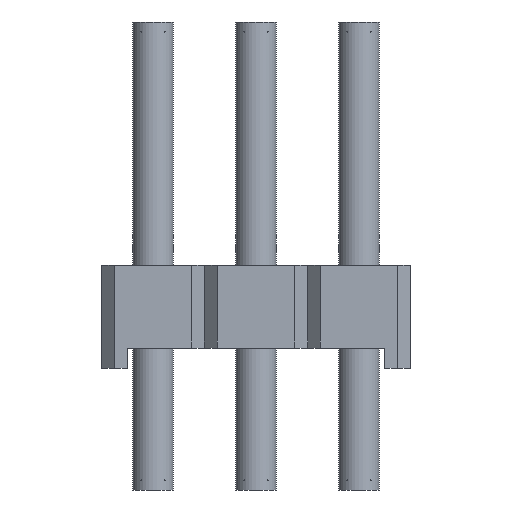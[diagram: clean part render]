
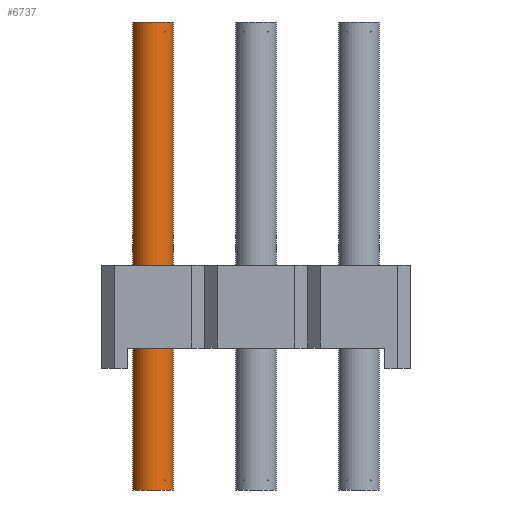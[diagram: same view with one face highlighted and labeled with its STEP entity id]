
A CAD part, left-side view. The second image highlights one B-rep face of the part: STEP entity #6737.
In plain terms, the highlighted cylindrical face has radius 0.5 mm (diameter 1 mm), a full revolution.
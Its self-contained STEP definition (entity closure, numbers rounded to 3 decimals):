
#143=CIRCLE('',#7128,0.5);
#144=CIRCLE('',#7129,0.5);
#396=CYLINDRICAL_SURFACE('',#7127,0.5);
#629=ORIENTED_EDGE('',*,*,#2587,.F.);
#630=ORIENTED_EDGE('',*,*,#2588,.T.);
#2587=EDGE_CURVE('',#3575,#3575,#143,.T.);
#2588=EDGE_CURVE('',#3576,#3576,#144,.T.);
#3575=VERTEX_POINT('',#9826);
#3576=VERTEX_POINT('',#9828);
#5723=EDGE_LOOP('',(#629));
#5724=EDGE_LOOP('',(#630));
#6123=FACE_BOUND('',#5723,.T.);
#6124=FACE_BOUND('',#5724,.T.);
#6737=ADVANCED_FACE('',(#6123,#6124),#396,.F.);
#7127=AXIS2_PLACEMENT_3D('',#9824,#7823,#7824);
#7128=AXIS2_PLACEMENT_3D('',#9825,#7825,#7826);
#7129=AXIS2_PLACEMENT_3D('',#9827,#7827,#7828);
#7823=DIRECTION('',(0.,0.,1.));
#7824=DIRECTION('',(1.,0.,0.));
#7825=DIRECTION('',(0.,0.,-1.));
#7826=DIRECTION('',(1.,0.,0.));
#7827=DIRECTION('',(0.,0.,-1.));
#7828=DIRECTION('',(1.,0.,0.));
#9824=CARTESIAN_POINT('',(0.,0.,0.));
#9825=CARTESIAN_POINT('',(0.,0.,11.54));
#9826=CARTESIAN_POINT('',(0.5,0.,11.54));
#9827=CARTESIAN_POINT('',(0.,0.,0.));
#9828=CARTESIAN_POINT('',(0.5,0.,0.));
